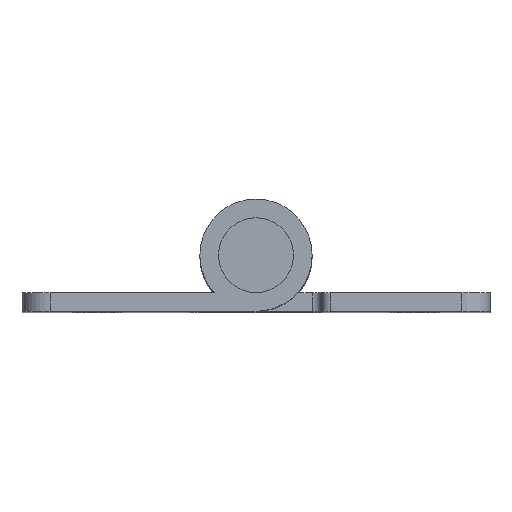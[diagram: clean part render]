
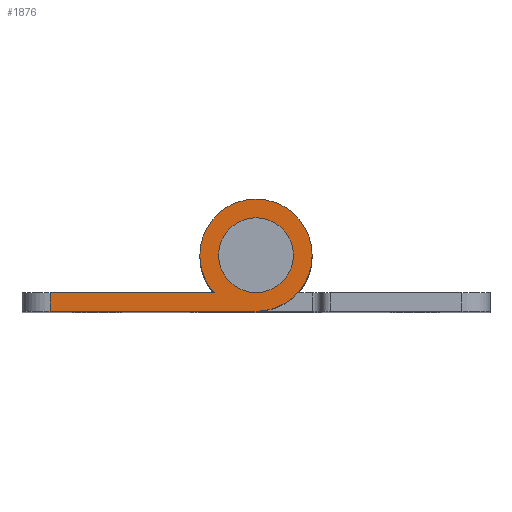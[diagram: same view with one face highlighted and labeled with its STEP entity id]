
A CAD part, top view. The second image highlights one B-rep face of the part: STEP entity #1876.
In plain terms, the highlighted planar face has unit normal (0, 0, 1).
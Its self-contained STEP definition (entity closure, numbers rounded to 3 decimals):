
#98 = LINE ( 'NONE', #1310, #1168 ) ;
#121 = DIRECTION ( 'NONE',  ( -1., 0., 0. ) ) ;
#166 = CARTESIAN_POINT ( 'NONE',  ( 0., 0., 50. ) ) ;
#193 = VECTOR ( 'NONE', #1942, 1000. ) ;
#206 = VERTEX_POINT ( 'NONE', #688 ) ;
#259 = ORIENTED_EDGE ( 'NONE', *, *, #393, .T. ) ;
#264 = ORIENTED_EDGE ( 'NONE', *, *, #2072, .F. ) ;
#271 = CARTESIAN_POINT ( 'NONE',  ( 0., 0., 50. ) ) ;
#294 = EDGE_CURVE ( 'NONE', #206, #817, #1397, .T. ) ;
#326 = ORIENTED_EDGE ( 'NONE', *, *, #2007, .F. ) ;
#363 = PLANE ( 'NONE',  #2454 ) ;
#365 = DIRECTION ( 'NONE',  ( 1., 0., 0. ) ) ;
#366 = AXIS2_PLACEMENT_3D ( 'NONE', #2033, #799, #2235 ) ;
#391 = EDGE_LOOP ( 'NONE', ( #326, #264 ) ) ;
#393 = EDGE_CURVE ( 'NONE', #632, #1785, #2672, .T. ) ;
#470 = DIRECTION ( 'NONE',  ( 1., 0., 0. ) ) ;
#491 = CARTESIAN_POINT ( 'NONE',  ( -22., -6., 50. ) ) ;
#513 = DIRECTION ( 'NONE',  ( 1., 0., 0. ) ) ;
#541 = VERTEX_POINT ( 'NONE', #2423 ) ;
#544 = ORIENTED_EDGE ( 'NONE', *, *, #547, .T. ) ;
#547 = EDGE_CURVE ( 'NONE', #541, #206, #1693, .T. ) ;
#566 = DIRECTION ( 'NONE',  ( 0., 0., 1. ) ) ;
#573 = DIRECTION ( 'NONE',  ( 1., 0., 0. ) ) ;
#574 = CIRCLE ( 'NONE', #1703, 4. ) ;
#591 = CARTESIAN_POINT ( 'NONE',  ( 0., 0., 50. ) ) ;
#632 = VERTEX_POINT ( 'NONE', #810 ) ;
#688 = CARTESIAN_POINT ( 'NONE',  ( 6., 0., 50. ) ) ;
#696 = AXIS2_PLACEMENT_3D ( 'NONE', #271, #1711, #470 ) ;
#738 = CIRCLE ( 'NONE', #784, 6. ) ;
#748 = CARTESIAN_POINT ( 'NONE',  ( -6., 0., 50. ) ) ;
#784 = AXIS2_PLACEMENT_3D ( 'NONE', #166, #1587, #365 ) ;
#799 = DIRECTION ( 'NONE',  ( 0., 0., 1. ) ) ;
#803 = DIRECTION ( 'NONE',  ( 1., 0., 0. ) ) ;
#810 = CARTESIAN_POINT ( 'NONE',  ( -22., -4., 50. ) ) ;
#817 = VERTEX_POINT ( 'NONE', #748 ) ;
#858 = LINE ( 'NONE', #1968, #1317 ) ;
#945 = ORIENTED_EDGE ( 'NONE', *, *, #2471, .T. ) ;
#955 = DIRECTION ( 'NONE',  ( 0., 0., 1. ) ) ;
#979 = FACE_BOUND ( 'NONE', #391, .T. ) ;
#1010 = AXIS2_PLACEMENT_3D ( 'NONE', #1180, #566, #2017 ) ;
#1011 = VERTEX_POINT ( 'NONE', #1347 ) ;
#1059 = ORIENTED_EDGE ( 'NONE', *, *, #1524, .T. ) ;
#1069 = EDGE_LOOP ( 'NONE', ( #1059, #259, #1246, #544, #1540, #945 ) ) ;
#1168 = VECTOR ( 'NONE', #513, 1000. ) ;
#1180 = CARTESIAN_POINT ( 'NONE',  ( 0., 0., 50. ) ) ;
#1246 = ORIENTED_EDGE ( 'NONE', *, *, #1701, .T. ) ;
#1310 = CARTESIAN_POINT ( 'NONE',  ( 0., -6., 50. ) ) ;
#1317 = VECTOR ( 'NONE', #121, 1000. ) ;
#1347 = CARTESIAN_POINT ( 'NONE',  ( 4., 0., 50. ) ) ;
#1373 = CARTESIAN_POINT ( 'NONE',  ( 0., 0., 50. ) ) ;
#1397 = CIRCLE ( 'NONE', #696, 6. ) ;
#1524 = EDGE_CURVE ( 'NONE', #2189, #632, #858, .T. ) ;
#1540 = ORIENTED_EDGE ( 'NONE', *, *, #294, .T. ) ;
#1587 = DIRECTION ( 'NONE',  ( 0., 0., 1. ) ) ;
#1645 = CARTESIAN_POINT ( 'NONE',  ( -4., 0., 50. ) ) ;
#1693 = CIRCLE ( 'NONE', #366, 6. ) ;
#1701 = EDGE_CURVE ( 'NONE', #1785, #541, #98, .T. ) ;
#1703 = AXIS2_PLACEMENT_3D ( 'NONE', #591, #2036, #803 ) ;
#1711 = DIRECTION ( 'NONE',  ( 0., 0., 1. ) ) ;
#1785 = VERTEX_POINT ( 'NONE', #2386 ) ;
#1864 = CARTESIAN_POINT ( 'NONE',  ( -4.472, -4., 50. ) ) ;
#1876 = ADVANCED_FACE ( 'NONE', ( #2029, #979 ), #363, .T. ) ;
#1942 = DIRECTION ( 'NONE',  ( 0., -1., 0. ) ) ;
#1968 = CARTESIAN_POINT ( 'NONE',  ( -25., -4., 50. ) ) ;
#2007 = EDGE_CURVE ( 'NONE', #2225, #1011, #2153, .T. ) ;
#2017 = DIRECTION ( 'NONE',  ( 1., 0., 0. ) ) ;
#2029 = FACE_OUTER_BOUND ( 'NONE', #1069, .T. ) ;
#2033 = CARTESIAN_POINT ( 'NONE',  ( 0., 0., 50. ) ) ;
#2036 = DIRECTION ( 'NONE',  ( 0., 0., 1. ) ) ;
#2072 = EDGE_CURVE ( 'NONE', #1011, #2225, #574, .T. ) ;
#2153 = CIRCLE ( 'NONE', #1010, 4. ) ;
#2189 = VERTEX_POINT ( 'NONE', #1864 ) ;
#2225 = VERTEX_POINT ( 'NONE', #1645 ) ;
#2235 = DIRECTION ( 'NONE',  ( 1., 0., 0. ) ) ;
#2386 = CARTESIAN_POINT ( 'NONE',  ( -22., -6., 50. ) ) ;
#2423 = CARTESIAN_POINT ( 'NONE',  ( 0., -6., 50. ) ) ;
#2454 = AXIS2_PLACEMENT_3D ( 'NONE', #1373, #955, #573 ) ;
#2471 = EDGE_CURVE ( 'NONE', #817, #2189, #738, .T. ) ;
#2672 = LINE ( 'NONE', #491, #193 ) ;
